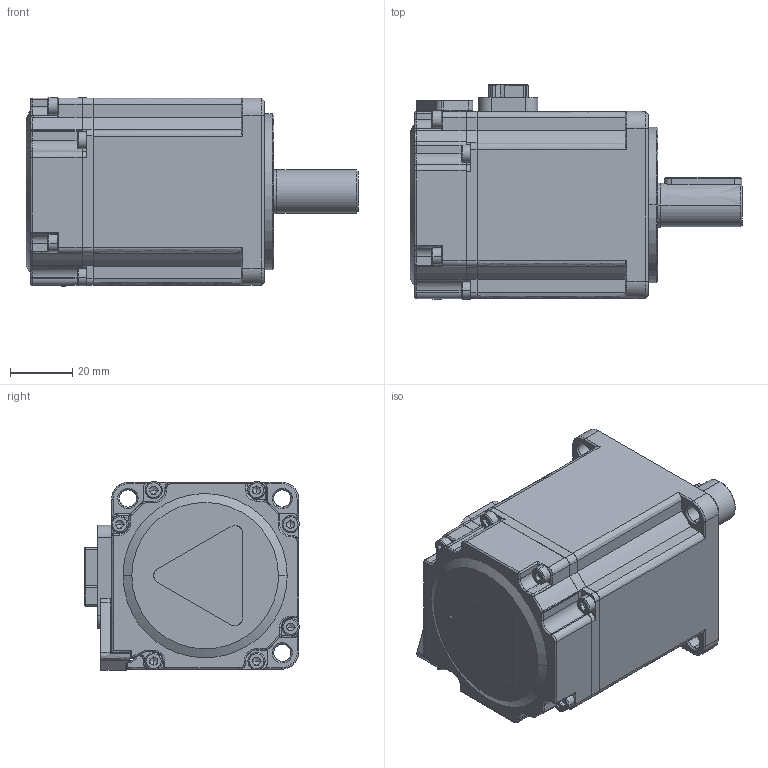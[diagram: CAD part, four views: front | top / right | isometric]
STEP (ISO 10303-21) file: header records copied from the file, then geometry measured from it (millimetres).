
FILE_DESCRIPTION (( 'STEP AP203' ), '1' );
FILE_NAME ('200W祥湍价陬.STEP', '2024-05-22T05:59:43', ( 'Windows 蚚誧' ), ( '' ), 'SwSTEP 2.0', 'SolidWorks 2020', '' );
FILE_SCHEMA (( 'CONFIG_CONTROL_DESIGN' ));
Length unit declared in the file: millimetre
Products named in the file (12): 1030018 深沟球轴承6200-2Z.IGS; 1010362 v1.1.IGS; 1030003 深沟球轴承6202-2Z.IGS; ﾓﾍｷ筌ｨﾗﾘﾉｫ｣ｩ｣ｨ14.2｡ﾁ22x4｣ｩ.IGS; 1030249 平键（5×5×25 A型 GB-T 1096）.IGS; 1040148.IGS; M3｡ﾁ10.IGS; 1060168 三竹接插件底座组件（底座不带刹车 MC6P 长度13mm21mm）,.IGS; 200W祥湍价陬; 200W祥湍价陬.IGS; 晤鎢ん裔.IGS; 1020134_V1.1.IGS
Assembly tree (18 placements, depth 3):
  200W祥湍价陬
    200W祥湍价陬.IGS
      1040148.IGS
      1010362 v1.1.IGS
      1030003 深沟球轴承6202-2Z.IGS
      1030018 深沟球轴承6200-2Z.IGS
      1020134_V1.1.IGS
      晤鎢ん裔.IGS
      1060168 三竹接插件底座组件（底座不带刹车 MC6P 长度13mm21mm）,.IGS
      1030249 平键（5×5×25 A型 GB-T 1096）.IGS
      ﾓﾍｷ筌ｨﾗﾘﾉｫ｣ｩ｣ｨ14.2｡ﾁ22x4｣ｩ.IGS
      M3｡ﾁ10.IGS  x8
Bounding box: 106.5 x 68.78 x 60.57 mm (x, y, z)
Volume: 110479.9 mm3; surface area: 80597.5 mm2
Topology: 16 solids, 17 shells, 2421 faces, 6495 edges, 4045 vertices
Faces by surface type: bspline 2421
Entity records: 98942 total; most frequent: CARTESIAN_POINT 62355, ORIENTED_EDGE 12042, EDGE_CURVE 6025, B_SPLINE_CURVE_WITH_KNOTS 4799, VERTEX_POINT 3814, EDGE_LOOP 2439, ADVANCED_FACE 2246, FACE_OUTER_BOUND 2246
